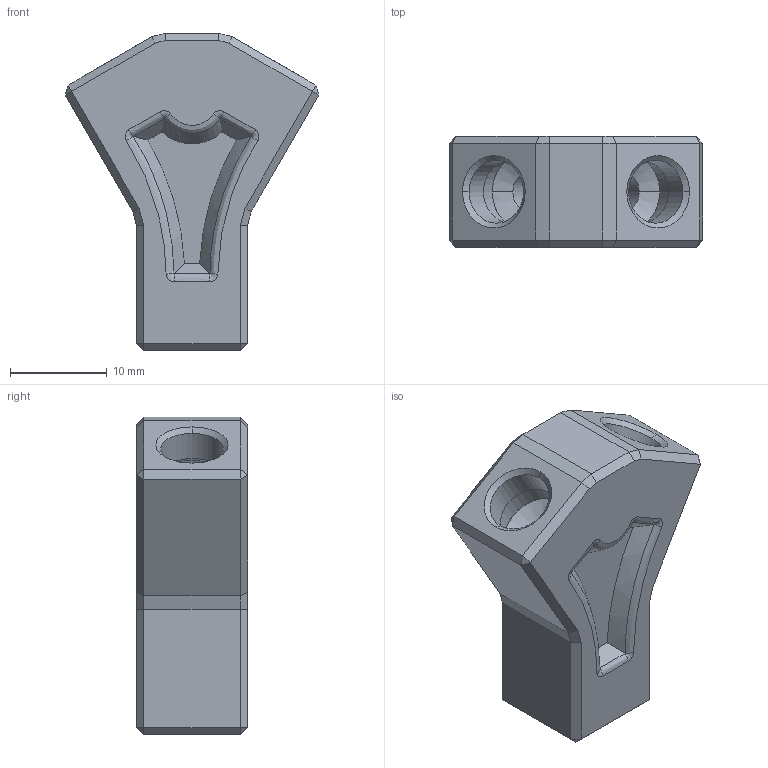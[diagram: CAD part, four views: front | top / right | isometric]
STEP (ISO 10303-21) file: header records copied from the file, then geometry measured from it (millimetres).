
FILE_DESCRIPTION(('FreeCAD Model'),'2;1');
FILE_NAME('Open CASCADE Shape Model','2025-01-15T16:36:17',(''),(''), 'Open CASCADE STEP processor 7.8','FreeCAD','Unknown');
FILE_SCHEMA(('AUTOMOTIVE_DESIGN { 1 0 10303 214 1 1 1 1 }'));
Length unit declared in the file: millimetre
Products named in the file (1): Y splitter
Bounding box: 26.2 x 11.5 x 32.86 mm (x, y, z)
Volume: 4383.9 mm3; surface area: 2882 mm2
Topology: 1 solids, 1 shells, 141 faces, 328 edges, 195 vertices
Faces by surface type: plane 61, bspline 36, cone 24, cylinder 12, torus 8
Full cylindrical faces by diameter (mm): 2.4 x3, 4.3 x3, 6.5 x3, 8 x3
Entity records: 15998 total; most frequent: CARTESIAN_POINT 9777, DIRECTION 1056, ORIENTED_EDGE 648, PCURVE 648, DEFINITIONAL_REPRESENTATION 648, LINE 640, VECTOR 640, EDGE_CURVE 324
